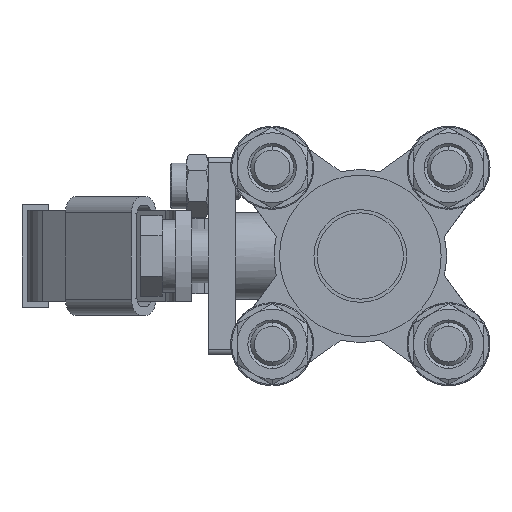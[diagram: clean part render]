
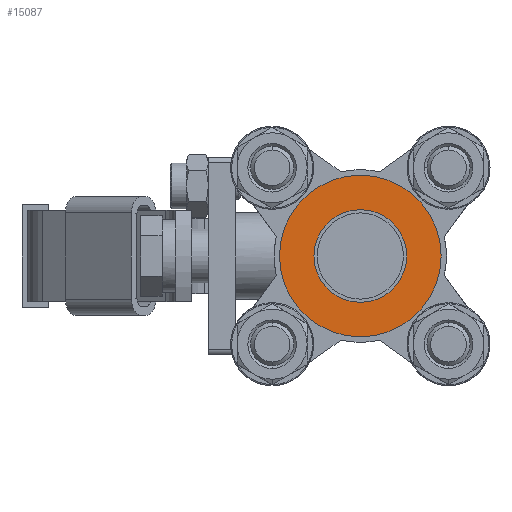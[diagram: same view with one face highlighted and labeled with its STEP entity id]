
A CAD part, left-side view. The second image highlights one B-rep face of the part: STEP entity #15087.
In plain terms, the highlighted planar face has unit normal (-1, 0, 0).
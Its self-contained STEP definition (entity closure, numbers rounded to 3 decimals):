
#3643 = AXIS2_PLACEMENT_3D ( 'NONE', #4303, #4311, #4312 ) ;
#3971 = FACE_OUTER_BOUND ( 'NONE', #18938, .T. ) ;
#3974 = FACE_BOUND ( 'NONE', #19019, .T. ) ;
#4300 = PLANE ( 'NONE',  #3643 ) ;
#4303 = CARTESIAN_POINT ( 'NONE',  ( -46., 8.6, 0. ) ) ;
#4311 = DIRECTION ( 'NONE',  ( -1., 0., 0. ) ) ;
#4312 = DIRECTION ( 'NONE',  ( 0., 0., 1. ) ) ;
#5719 = CIRCLE ( 'NONE', #6571, 15. ) ;
#5729 = CIRCLE ( 'NONE', #6574, 8.6 ) ;
#5750 = CIRCLE ( 'NONE', #6584, 8.6 ) ;
#5752 = CIRCLE ( 'NONE', #6581, 15. ) ;
#6244 = CARTESIAN_POINT ( 'NONE',  ( -46., 0., 0. ) ) ;
#6245 = DIRECTION ( 'NONE',  ( 1., 0., 0. ) ) ;
#6246 = DIRECTION ( 'NONE',  ( 0., 0., -1. ) ) ;
#6258 = CARTESIAN_POINT ( 'NONE',  ( -46., 0., 0. ) ) ;
#6259 = DIRECTION ( 'NONE',  ( 1., 0., 0. ) ) ;
#6260 = DIRECTION ( 'NONE',  ( 0., 0., -1. ) ) ;
#6300 = CARTESIAN_POINT ( 'NONE',  ( -46., 0., 0. ) ) ;
#6307 = DIRECTION ( 'NONE',  ( 1., 0., 0. ) ) ;
#6308 = DIRECTION ( 'NONE',  ( 0., 0., -1. ) ) ;
#6309 = DIRECTION ( 'NONE',  ( 1., 0., 0. ) ) ;
#6312 = CARTESIAN_POINT ( 'NONE',  ( -46., 0., 0. ) ) ;
#6314 = DIRECTION ( 'NONE',  ( 0., 0., -1. ) ) ;
#6571 = AXIS2_PLACEMENT_3D ( 'NONE', #6244, #6245, #6246 ) ;
#6574 = AXIS2_PLACEMENT_3D ( 'NONE', #6258, #6259, #6260 ) ;
#6581 = AXIS2_PLACEMENT_3D ( 'NONE', #6312, #6309, #6314 ) ;
#6584 = AXIS2_PLACEMENT_3D ( 'NONE', #6300, #6307, #6308 ) ;
#13384 = CARTESIAN_POINT ( 'NONE',  ( -46., 0., -15. ) ) ;
#13387 = CARTESIAN_POINT ( 'NONE',  ( -46., 0., 15. ) ) ;
#13421 = CARTESIAN_POINT ( 'NONE',  ( -46., 0., -8.6 ) ) ;
#13481 = CARTESIAN_POINT ( 'NONE',  ( -46., 0., 8.6 ) ) ;
#15087 = ADVANCED_FACE ( 'NONE', ( #3971, #3974 ), #4300, .T. ) ;
#15826 = EDGE_CURVE ( 'NONE', #19404, #19405, #5719, .T. ) ;
#15832 = EDGE_CURVE ( 'NONE', #19500, #19440, #5729, .T. ) ;
#15850 = EDGE_CURVE ( 'NONE', #19440, #19500, #5750, .T. ) ;
#16355 = ORIENTED_EDGE ( 'NONE', *, *, #15826, .F. ) ;
#16356 = ORIENTED_EDGE ( 'NONE', *, *, #16380, .F. ) ;
#16357 = ORIENTED_EDGE ( 'NONE', *, *, #15850, .T. ) ;
#16358 = ORIENTED_EDGE ( 'NONE', *, *, #15832, .T. ) ;
#16380 = EDGE_CURVE ( 'NONE', #19405, #19404, #5752, .T. ) ;
#18938 = EDGE_LOOP ( 'NONE', ( #16355, #16356 ) ) ;
#19019 = EDGE_LOOP ( 'NONE', ( #16357, #16358 ) ) ;
#19404 = VERTEX_POINT ( 'NONE', #13384 ) ;
#19405 = VERTEX_POINT ( 'NONE', #13387 ) ;
#19440 = VERTEX_POINT ( 'NONE', #13421 ) ;
#19500 = VERTEX_POINT ( 'NONE', #13481 ) ;
